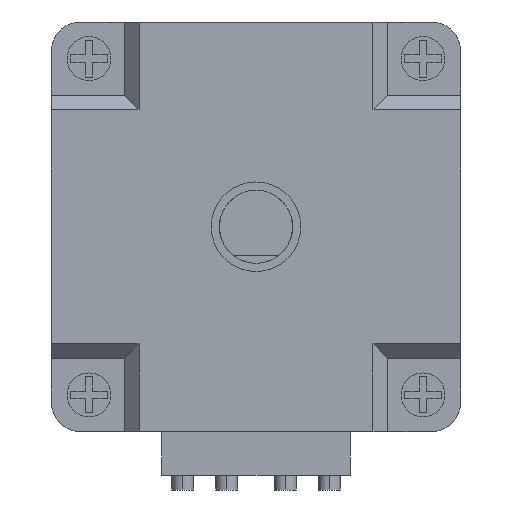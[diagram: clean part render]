
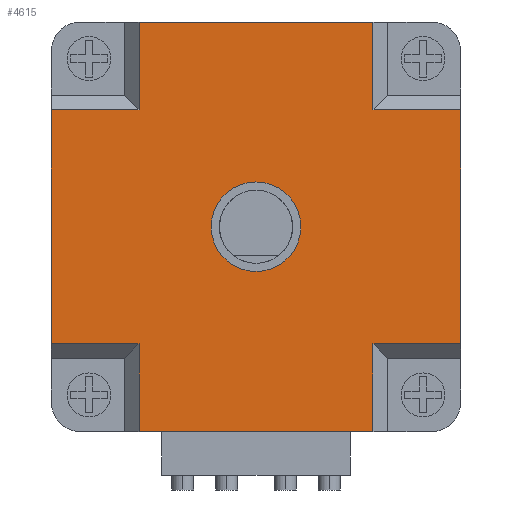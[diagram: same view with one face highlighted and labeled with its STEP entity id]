
A CAD part, left-side view. The second image highlights one B-rep face of the part: STEP entity #4615.
In plain terms, the highlighted planar face has unit normal (-1, 0, 0).
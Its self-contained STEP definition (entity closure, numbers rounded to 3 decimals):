
#49 = FACE_OUTER_BOUND ( 'NONE', #3933, .T. ) ;
#81 = CARTESIAN_POINT ( 'NONE',  ( -50., 0., 8. ) ) ;
#138 = ORIENTED_EDGE ( 'NONE', *, *, #2243, .T. ) ;
#237 = VERTEX_POINT ( 'NONE', #1174 ) ;
#252 = CARTESIAN_POINT ( 'NONE',  ( -50., -8., -8. ) ) ;
#278 = ORIENTED_EDGE ( 'NONE', *, *, #3003, .T. ) ;
#304 = CARTESIAN_POINT ( 'NONE',  ( -50., -14., 14. ) ) ;
#396 = VERTEX_POINT ( 'NONE', #5655 ) ;
#471 = FACE_BOUND ( 'NONE', #3826, .T. ) ;
#559 = EDGE_CURVE ( 'NONE', #2888, #4251, #3555, .T. ) ;
#571 = CARTESIAN_POINT ( 'NONE',  ( -50., -8., 0. ) ) ;
#574 = VECTOR ( 'NONE', #4395, 1000. ) ;
#681 = DIRECTION ( 'NONE',  ( 0., 0., -1. ) ) ;
#836 = EDGE_CURVE ( 'NONE', #4946, #1189, #858, .T. ) ;
#850 = CARTESIAN_POINT ( 'NONE',  ( -50., -8., 14. ) ) ;
#858 = LINE ( 'NONE', #3124, #5165 ) ;
#1043 = EDGE_CURVE ( 'NONE', #396, #4251, #5003, .T. ) ;
#1144 = ORIENTED_EDGE ( 'NONE', *, *, #2530, .T. ) ;
#1174 = CARTESIAN_POINT ( 'NONE',  ( -50., 8., -14. ) ) ;
#1176 = VECTOR ( 'NONE', #4621, 1000. ) ;
#1189 = VERTEX_POINT ( 'NONE', #850 ) ;
#1224 = ORIENTED_EDGE ( 'NONE', *, *, #6362, .T. ) ;
#1331 = ORIENTED_EDGE ( 'NONE', *, *, #4764, .T. ) ;
#1362 = EDGE_CURVE ( 'NONE', #1804, #2888, #2318, .T. ) ;
#1363 = VERTEX_POINT ( 'NONE', #5578 ) ;
#1446 = CARTESIAN_POINT ( 'NONE',  ( -50., -14., 14. ) ) ;
#1485 = CARTESIAN_POINT ( 'NONE',  ( -50., -14., -8. ) ) ;
#1536 = DIRECTION ( 'NONE',  ( 0., 0., 1. ) ) ;
#1748 = VECTOR ( 'NONE', #6783, 1000. ) ;
#1763 = LINE ( 'NONE', #81, #2806 ) ;
#1796 = CARTESIAN_POINT ( 'NONE',  ( -50., -14., 8. ) ) ;
#1804 = VERTEX_POINT ( 'NONE', #4783 ) ;
#1806 = VECTOR ( 'NONE', #5784, 1000. ) ;
#1814 = CIRCLE ( 'NONE', #6521, 3.06 ) ;
#1817 = DIRECTION ( 'NONE',  ( 0., 0., -1. ) ) ;
#1869 = VECTOR ( 'NONE', #2976, 1000. ) ;
#1870 = DIRECTION ( 'NONE',  ( 0., 1., 0. ) ) ;
#1888 = ORIENTED_EDGE ( 'NONE', *, *, #4588, .F. ) ;
#2007 = VECTOR ( 'NONE', #681, 1000. ) ;
#2075 = PLANE ( 'NONE',  #4141 ) ;
#2108 = DIRECTION ( 'NONE',  ( -1., 0., 0. ) ) ;
#2215 = DIRECTION ( 'NONE',  ( 0., 1., 0. ) ) ;
#2238 = VERTEX_POINT ( 'NONE', #1796 ) ;
#2243 = EDGE_CURVE ( 'NONE', #3787, #237, #3772, .T. ) ;
#2275 = VERTEX_POINT ( 'NONE', #6502 ) ;
#2306 = CARTESIAN_POINT ( 'NONE',  ( -50., 8., -8. ) ) ;
#2318 = LINE ( 'NONE', #4503, #2007 ) ;
#2348 = DIRECTION ( 'NONE',  ( 1., 0., 0. ) ) ;
#2416 = CARTESIAN_POINT ( 'NONE',  ( -50., 0., 0. ) ) ;
#2474 = DIRECTION ( 'NONE',  ( 1., 0., 0. ) ) ;
#2491 = LINE ( 'NONE', #1485, #1748 ) ;
#2530 = EDGE_CURVE ( 'NONE', #2275, #1363, #1814, .T. ) ;
#2806 = VECTOR ( 'NONE', #2215, 1000. ) ;
#2876 = VECTOR ( 'NONE', #1817, 1000. ) ;
#2888 = VERTEX_POINT ( 'NONE', #4036 ) ;
#2943 = DIRECTION ( 'NONE',  ( 0., 0., -1. ) ) ;
#2976 = DIRECTION ( 'NONE',  ( 0., -1., 0. ) ) ;
#3003 = EDGE_CURVE ( 'NONE', #3888, #3378, #3735, .T. ) ;
#3083 = ORIENTED_EDGE ( 'NONE', *, *, #6499, .T. ) ;
#3085 = LINE ( 'NONE', #3213, #1806 ) ;
#3097 = CARTESIAN_POINT ( 'NONE',  ( -50., 0., -8. ) ) ;
#3124 = CARTESIAN_POINT ( 'NONE',  ( -50., -8., 14. ) ) ;
#3213 = CARTESIAN_POINT ( 'NONE',  ( -50., -14., -14. ) ) ;
#3227 = ORIENTED_EDGE ( 'NONE', *, *, #1043, .F. ) ;
#3353 = ORIENTED_EDGE ( 'NONE', *, *, #1362, .T. ) ;
#3378 = VERTEX_POINT ( 'NONE', #252 ) ;
#3487 = ORIENTED_EDGE ( 'NONE', *, *, #3590, .F. ) ;
#3535 = VERTEX_POINT ( 'NONE', #3756 ) ;
#3540 = LINE ( 'NONE', #304, #2876 ) ;
#3555 = LINE ( 'NONE', #6200, #6851 ) ;
#3590 = EDGE_CURVE ( 'NONE', #2238, #3535, #3540, .T. ) ;
#3735 = LINE ( 'NONE', #571, #5793 ) ;
#3756 = CARTESIAN_POINT ( 'NONE',  ( -50., -14., -8. ) ) ;
#3772 = LINE ( 'NONE', #4954, #574 ) ;
#3787 = VERTEX_POINT ( 'NONE', #2306 ) ;
#3826 = EDGE_LOOP ( 'NONE', ( #1144, #1224 ) ) ;
#3888 = VERTEX_POINT ( 'NONE', #6222 ) ;
#3933 = EDGE_LOOP ( 'NONE', ( #1888, #278, #5279, #3487, #1331, #6820, #4957, #3353, #6962, #3227, #3083, #138 ) ) ;
#4036 = CARTESIAN_POINT ( 'NONE',  ( -50., 8., 8. ) ) ;
#4045 = DIRECTION ( 'NONE',  ( 0., 0., 1. ) ) ;
#4049 = LINE ( 'NONE', #1446, #1176 ) ;
#4108 = CARTESIAN_POINT ( 'NONE',  ( -50., 0., 0. ) ) ;
#4116 = VECTOR ( 'NONE', #4438, 1000. ) ;
#4141 = AXIS2_PLACEMENT_3D ( 'NONE', #4216, #2108, #1536 ) ;
#4216 = CARTESIAN_POINT ( 'NONE',  ( -50., 0., 0. ) ) ;
#4251 = VERTEX_POINT ( 'NONE', #5221 ) ;
#4320 = DIRECTION ( 'NONE',  ( 0., 0., 1. ) ) ;
#4395 = DIRECTION ( 'NONE',  ( 0., 0., -1. ) ) ;
#4438 = DIRECTION ( 'NONE',  ( 0., 0., 1. ) ) ;
#4503 = CARTESIAN_POINT ( 'NONE',  ( -50., 8., 0. ) ) ;
#4588 = EDGE_CURVE ( 'NONE', #3888, #237, #3085, .T. ) ;
#4615 = ADVANCED_FACE ( 'NONE', ( #471, #49 ), #2075, .T. ) ;
#4621 = DIRECTION ( 'NONE',  ( 0., -1., 0. ) ) ;
#4764 = EDGE_CURVE ( 'NONE', #2238, #4946, #1763, .T. ) ;
#4783 = CARTESIAN_POINT ( 'NONE',  ( -50., 8., 14. ) ) ;
#4946 = VERTEX_POINT ( 'NONE', #5848 ) ;
#4954 = CARTESIAN_POINT ( 'NONE',  ( -50., 8., -14. ) ) ;
#4957 = ORIENTED_EDGE ( 'NONE', *, *, #5036, .F. ) ;
#5003 = LINE ( 'NONE', #5658, #4116 ) ;
#5036 = EDGE_CURVE ( 'NONE', #1804, #1189, #4049, .T. ) ;
#5113 = AXIS2_PLACEMENT_3D ( 'NONE', #2416, #2348, #2943 ) ;
#5165 = VECTOR ( 'NONE', #4045, 1000. ) ;
#5221 = CARTESIAN_POINT ( 'NONE',  ( -50., 14., 8. ) ) ;
#5279 = ORIENTED_EDGE ( 'NONE', *, *, #6556, .T. ) ;
#5578 = CARTESIAN_POINT ( 'NONE',  ( -50., 0., 3.06 ) ) ;
#5655 = CARTESIAN_POINT ( 'NONE',  ( -50., 14., -8. ) ) ;
#5658 = CARTESIAN_POINT ( 'NONE',  ( -50., 14., 14. ) ) ;
#5738 = LINE ( 'NONE', #3097, #1869 ) ;
#5784 = DIRECTION ( 'NONE',  ( 0., 1., 0. ) ) ;
#5793 = VECTOR ( 'NONE', #4320, 1000. ) ;
#5848 = CARTESIAN_POINT ( 'NONE',  ( -50., -8., 8. ) ) ;
#6200 = CARTESIAN_POINT ( 'NONE',  ( -50., 14., 8. ) ) ;
#6222 = CARTESIAN_POINT ( 'NONE',  ( -50., -8., -14. ) ) ;
#6334 = CIRCLE ( 'NONE', #5113, 3.06 ) ;
#6362 = EDGE_CURVE ( 'NONE', #1363, #2275, #6334, .T. ) ;
#6499 = EDGE_CURVE ( 'NONE', #396, #3787, #5738, .T. ) ;
#6502 = CARTESIAN_POINT ( 'NONE',  ( -50., 0., -3.06 ) ) ;
#6521 = AXIS2_PLACEMENT_3D ( 'NONE', #4108, #2474, #6800 ) ;
#6556 = EDGE_CURVE ( 'NONE', #3378, #3535, #2491, .T. ) ;
#6783 = DIRECTION ( 'NONE',  ( 0., -1., 0. ) ) ;
#6800 = DIRECTION ( 'NONE',  ( 0., 0., -1. ) ) ;
#6820 = ORIENTED_EDGE ( 'NONE', *, *, #836, .T. ) ;
#6851 = VECTOR ( 'NONE', #1870, 1000. ) ;
#6962 = ORIENTED_EDGE ( 'NONE', *, *, #559, .T. ) ;
